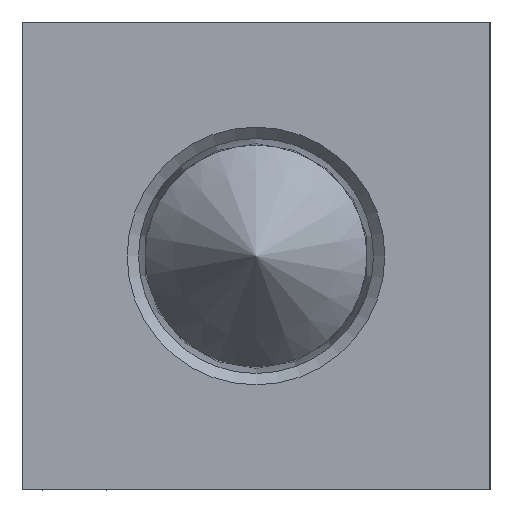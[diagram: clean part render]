
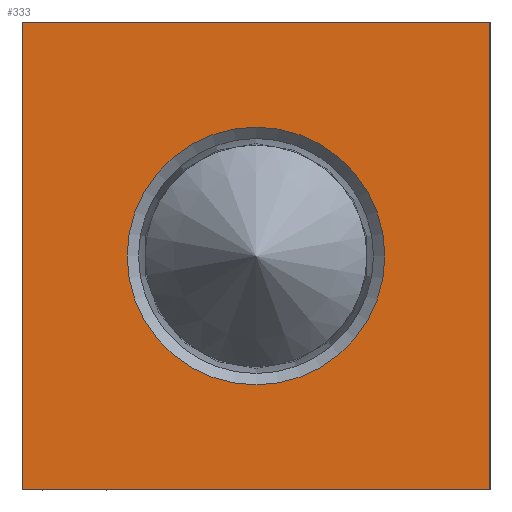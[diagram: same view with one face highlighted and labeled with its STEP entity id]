
A CAD part, left-side view. The second image highlights one B-rep face of the part: STEP entity #333.
In plain terms, the highlighted planar face has unit normal (-1, 0, 0).
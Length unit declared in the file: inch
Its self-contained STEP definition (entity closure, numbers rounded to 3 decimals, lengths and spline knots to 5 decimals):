
#333 = ADVANCED_FACE( '', ( #738, #739 ), #740, .F. );
#738 = FACE_BOUND( '', #1200, .T. );
#739 = FACE_OUTER_BOUND( '', #1201, .T. );
#740 = PLANE( '', #1202 );
#1200 = EDGE_LOOP( '', ( #2170 ) );
#1201 = EDGE_LOOP( '', ( #2171, #2172, #2173, #2174 ) );
#1202 = AXIS2_PLACEMENT_3D( '', #2175, #2176, #2177 );
#2170 = ORIENTED_EDGE( '', *, *, #2966, .T. );
#2171 = ORIENTED_EDGE( '', *, *, #2781, .F. );
#2172 = ORIENTED_EDGE( '', *, *, #2998, .F. );
#2173 = ORIENTED_EDGE( '', *, *, #2673, .F. );
#2174 = ORIENTED_EDGE( '', *, *, #2999, .F. );
#2175 = CARTESIAN_POINT( '', ( 0., 0., 0. ) );
#2176 = DIRECTION( '', ( 1., 0., 0. ) );
#2177 = DIRECTION( '', ( 0., 0., -1. ) );
#2673 = EDGE_CURVE( '', #3208, #3209, #3210, .T. );
#2781 = EDGE_CURVE( '', #3402, #3403, #3404, .T. );
#2966 = EDGE_CURVE( '', #3659, #3659, #3660, .T. );
#2998 = EDGE_CURVE( '', #3209, #3402, #3702, .T. );
#2999 = EDGE_CURVE( '', #3403, #3208, #3703, .T. );
#3208 = VERTEX_POINT( '', #3952 );
#3209 = VERTEX_POINT( '', #3953 );
#3210 = LINE( '', #3954, #3955 );
#3402 = VERTEX_POINT( '', #4218 );
#3403 = VERTEX_POINT( '', #4219 );
#3404 = LINE( '', #4220, #4221 );
#3659 = VERTEX_POINT( '', #4571 );
#3660 = CIRCLE( '', #4572, 0.68824 );
#3702 = LINE( '', #4630, #4631 );
#3703 = LINE( '', #4632, #4633 );
#3952 = CARTESIAN_POINT( '', ( 0., 0., 2.5 ) );
#3953 = CARTESIAN_POINT( '', ( 0., 0., 0. ) );
#3954 = CARTESIAN_POINT( '', ( 0., 0., 2.5 ) );
#3955 = VECTOR( '', #4862, 39.37008 );
#4218 = CARTESIAN_POINT( '', ( 0., 2.5, 0. ) );
#4219 = CARTESIAN_POINT( '', ( 0., 2.5, 2.5 ) );
#4220 = CARTESIAN_POINT( '', ( 0., 2.5, 0. ) );
#4221 = VECTOR( '', #5015, 39.37008 );
#4571 = CARTESIAN_POINT( '', ( 0., 1.25, 0.56176 ) );
#4572 = AXIS2_PLACEMENT_3D( '', #5207, #5208, #5209 );
#4630 = CARTESIAN_POINT( '', ( 0., 0., 0. ) );
#4631 = VECTOR( '', #5241, 39.37008 );
#4632 = CARTESIAN_POINT( '', ( 0., 2.5, 2.5 ) );
#4633 = VECTOR( '', #5242, 39.37008 );
#4862 = DIRECTION( '', ( 0., 0., -1. ) );
#5015 = DIRECTION( '', ( 0., 0., 1. ) );
#5207 = CARTESIAN_POINT( '', ( 0., 1.25, 1.25 ) );
#5208 = DIRECTION( '', ( 1., 0., 0. ) );
#5209 = DIRECTION( '', ( 0., 0., -1. ) );
#5241 = DIRECTION( '', ( 0., 1., 0. ) );
#5242 = DIRECTION( '', ( 0., -1., 0. ) );
